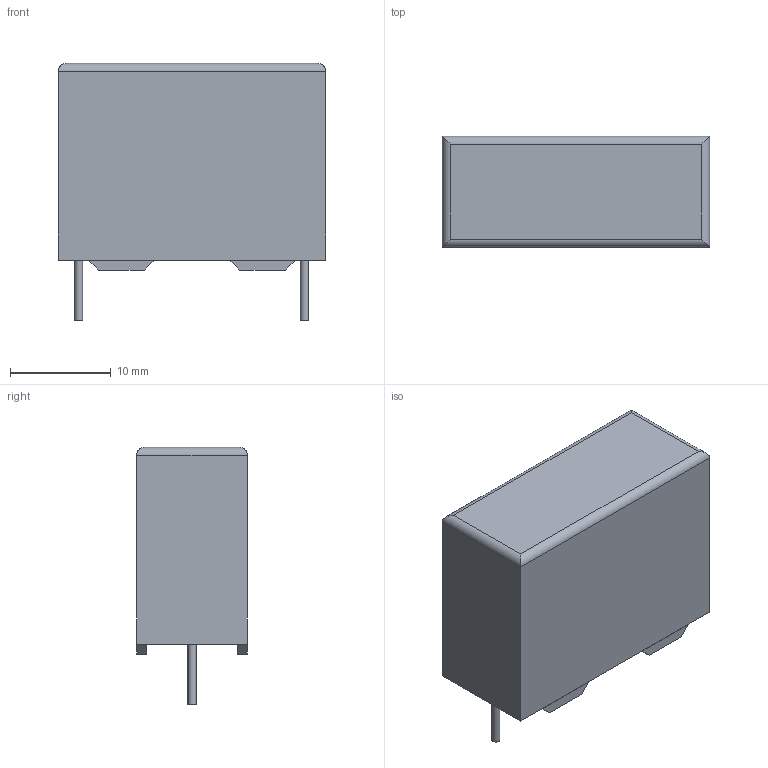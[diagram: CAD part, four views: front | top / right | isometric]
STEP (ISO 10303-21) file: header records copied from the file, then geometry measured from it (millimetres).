
FILE_DESCRIPTION(('FreeCAD Model'),'2;1');
FILE_NAME('Cap_Rect.step', '2020-05-29T12:47:42',('Author'),(''), 'Open CASCADE STEP processor 7.3','FreeCAD','Unknown');
FILE_SCHEMA(('AUTOMOTIVE_DESIGN { 1 0 10303 214 1 1 1 1 }'));
Length unit declared in the file: millimetre
Products named in the file (7): Fillet; Pin; Chamfer001; Chamfer004; Chamfer006; Chamfer007; Cylinder
Bounding box: 26.5 x 11 x 25.5 mm (x, y, z)
Volume: 5702.3 mm3; surface area: 2151.1 mm2
Topology: 7 solids, 7 shells, 48 faces, 98 edges, 64 vertices
Faces by surface type: plane 42, cylinder 6
Full cylindrical faces by diameter (mm): 0.8 x2
Entity records: 2798 total; most frequent: CARTESIAN_POINT 471, DIRECTION 392, LINE 274, VECTOR 274, ORIENTED_EDGE 196, PCURVE 196, DEFINITIONAL_REPRESENTATION 196, EDGE_CURVE 98
